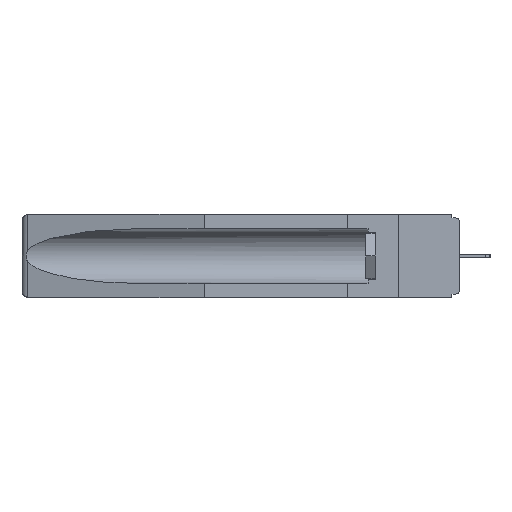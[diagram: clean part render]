
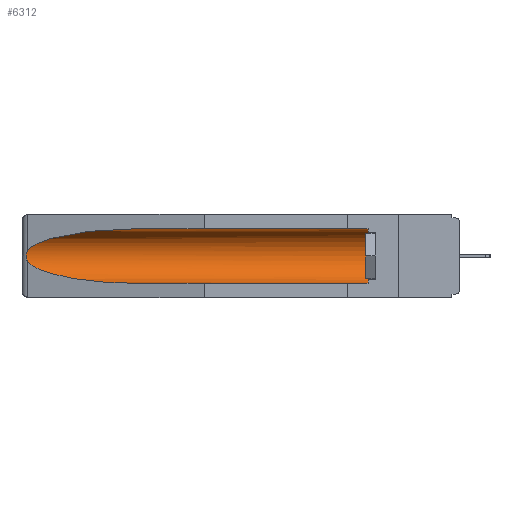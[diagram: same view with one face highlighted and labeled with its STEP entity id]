
A CAD part, left-side view. The second image highlights one B-rep face of the part: STEP entity #6312.
In plain terms, the highlighted cylindrical face has radius 2.857 mm (diameter 5.715 mm), a partial arc.
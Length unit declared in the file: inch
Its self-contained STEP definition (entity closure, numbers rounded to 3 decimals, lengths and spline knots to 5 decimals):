
#41 = EDGE_CURVE ( 'NONE', #2712, #6669, #11691, .T. ) ;
#150 = CARTESIAN_POINT ( 'NONE',  ( 0.2673, 1.5327, -0.16383 ) ) ;
#310 = CARTESIAN_POINT ( 'NONE',  ( 0.26537, 1.52718, -0.14972 ) ) ;
#539 = CARTESIAN_POINT ( 'NONE',  ( 0.155, 1.07973, -0.284 ) ) ;
#701 = CARTESIAN_POINT ( 'NONE',  ( 0.155, 1.07973, -0.059 ) ) ;
#1311 = VERTEX_POINT ( 'NONE', #701 ) ;
#1857 = DIRECTION ( 'NONE',  ( 0., -1., 0. ) ) ;
#2544 = DIRECTION ( 'NONE',  ( 0., 0., 1. ) ) ;
#2712 = VERTEX_POINT ( 'NONE', #21544 ) ;
#2931 = CARTESIAN_POINT ( 'NONE',  ( 0.26654, 1.53092, -0.15636 ) ) ;
#4081 = CARTESIAN_POINT ( 'NONE',  ( 0.155, 0.126, -0.284 ) ) ;
#4220 = CARTESIAN_POINT ( 'NONE',  ( 0.2675, 1.53308, -0.16763 ) ) ;
#4304 = VERTEX_POINT ( 'NONE', #10122 ) ;
#4322 = CARTESIAN_POINT ( 'NONE',  ( 0.26597, 1.5296, -0.19026 ) ) ;
#5993 = DIRECTION ( 'NONE',  ( 0., 1., 0. ) ) ;
#6004 = ORIENTED_EDGE ( 'NONE', *, *, #16118, .F. ) ;
#6312 = ADVANCED_FACE ( 'NONE', ( #13749 ), #18758, .F. ) ;
#6669 = VERTEX_POINT ( 'NONE', #24505 ) ;
#6849 = EDGE_CURVE ( 'NONE', #4304, #1311, #13184, .T. ) ;
#7684 = EDGE_LOOP ( 'NONE', ( #14505, #10968, #17051, #6004, #10461, #27090 ) ) ;
#7959 = VERTEX_POINT ( 'NONE', #4081 ) ;
#7989 = CARTESIAN_POINT ( 'NONE',  ( 0.26537, 1.52718, -0.14972 ) ) ;
#8756 =( BOUNDED_CURVE ( )  B_SPLINE_CURVE ( 3, ( #18286, #22519, #24676, #11936 ),
 .UNSPECIFIED., .F., .F. ) 
 B_SPLINE_CURVE_WITH_KNOTS ( ( 4, 4 ),
 ( 0.1948, 1.5708 ),
 .UNSPECIFIED. ) 
 CURVE ( )  GEOMETRIC_REPRESENTATION_ITEM ( )  RATIONAL_B_SPLINE_CURVE ( ( 1., 0.848, 0.848, 1. ) ) 
 REPRESENTATION_ITEM ( '' )  );
#10122 = CARTESIAN_POINT ( 'NONE',  ( 0.155, 0.126, -0.059 ) ) ;
#10445 = CARTESIAN_POINT ( 'NONE',  ( 0.26537, 1.52718, -0.19328 ) ) ;
#10461 = ORIENTED_EDGE ( 'NONE', *, *, #25416, .T. ) ;
#10968 = ORIENTED_EDGE ( 'NONE', *, *, #41, .T. ) ;
#11028 = CIRCLE ( 'NONE', #15748, 0.1125 ) ;
#11691 = B_SPLINE_CURVE_WITH_KNOTS ( 'NONE', 3,
 ( #7989, #23976, #2931, #150, #4220, #24761, #24156, #24917, #4322, #10445 ),
 .UNSPECIFIED., .F., .F.,
 ( 4, 2, 2, 2, 4 ),
 ( 0., 0.00029, 0.00058, 0.00087, 0.00117 ),
 .UNSPECIFIED. ) ;
#11936 = CARTESIAN_POINT ( 'NONE',  ( 0.155, 1.07973, -0.284 ) ) ;
#13184 = LINE ( 'NONE', #14844, #23809 ) ;
#13468 = CARTESIAN_POINT ( 'NONE',  ( 0.25451, 1.48313, -0.09465 ) ) ;
#13749 = FACE_OUTER_BOUND ( 'NONE', #7684, .T. ) ;
#14505 = ORIENTED_EDGE ( 'NONE', *, *, #21617, .T. ) ;
#14790 = DIRECTION ( 'NONE',  ( 0., 1., 0. ) ) ;
#14809 = CARTESIAN_POINT ( 'NONE',  ( 0.155, -0.30754, -0.1715 ) ) ;
#14844 = CARTESIAN_POINT ( 'NONE',  ( 0.155, -0.30754, -0.059 ) ) ;
#14903 = CARTESIAN_POINT ( 'NONE',  ( 0.155, 0.126, -0.1715 ) ) ;
#15748 = AXIS2_PLACEMENT_3D ( 'NONE', #14903, #1857, #17087 ) ;
#16118 = EDGE_CURVE ( 'NONE', #7959, #23989, #16245, .T. ) ;
#16245 = LINE ( 'NONE', #16771, #26841 ) ;
#16771 = CARTESIAN_POINT ( 'NONE',  ( 0.155, -0.30754, -0.284 ) ) ;
#17051 = ORIENTED_EDGE ( 'NONE', *, *, #20571, .T. ) ;
#17087 = DIRECTION ( 'NONE',  ( 0., 0., 1. ) ) ;
#17686 = CARTESIAN_POINT ( 'NONE',  ( 0.21114, 1.30732, -0.059 ) ) ;
#18286 = CARTESIAN_POINT ( 'NONE',  ( 0.26537, 1.52718, -0.19328 ) ) ;
#18710 =( BOUNDED_CURVE ( )  B_SPLINE_CURVE ( 3, ( #19824, #17686, #13468, #310 ),
 .UNSPECIFIED., .F., .F. ) 
 B_SPLINE_CURVE_WITH_KNOTS ( ( 4, 4 ),
 ( 4.71239, 6.08839 ),
 .UNSPECIFIED. ) 
 CURVE ( )  GEOMETRIC_REPRESENTATION_ITEM ( )  RATIONAL_B_SPLINE_CURVE ( ( 1., 0.848, 0.848, 1. ) ) 
 REPRESENTATION_ITEM ( '' )  );
#18758 = CYLINDRICAL_SURFACE ( 'NONE', #22563, 0.1125 ) ;
#19824 = CARTESIAN_POINT ( 'NONE',  ( 0.155, 1.07973, -0.059 ) ) ;
#20571 = EDGE_CURVE ( 'NONE', #6669, #23989, #8756, .T. ) ;
#21544 = CARTESIAN_POINT ( 'NONE',  ( 0.26537, 1.52718, -0.14972 ) ) ;
#21617 = EDGE_CURVE ( 'NONE', #1311, #2712, #18710, .T. ) ;
#22519 = CARTESIAN_POINT ( 'NONE',  ( 0.25451, 1.48313, -0.24835 ) ) ;
#22563 = AXIS2_PLACEMENT_3D ( 'NONE', #14809, #26294, #2544 ) ;
#23809 = VECTOR ( 'NONE', #14790, 39.37008 ) ;
#23976 = CARTESIAN_POINT ( 'NONE',  ( 0.26597, 1.52961, -0.15275 ) ) ;
#23989 = VERTEX_POINT ( 'NONE', #539 ) ;
#24156 = CARTESIAN_POINT ( 'NONE',  ( 0.2673, 1.53269, -0.17917 ) ) ;
#24505 = CARTESIAN_POINT ( 'NONE',  ( 0.26537, 1.52718, -0.19328 ) ) ;
#24676 = CARTESIAN_POINT ( 'NONE',  ( 0.21114, 1.30732, -0.284 ) ) ;
#24761 = CARTESIAN_POINT ( 'NONE',  ( 0.2675, 1.53308, -0.17534 ) ) ;
#24917 = CARTESIAN_POINT ( 'NONE',  ( 0.26655, 1.53094, -0.18657 ) ) ;
#25416 = EDGE_CURVE ( 'NONE', #7959, #4304, #11028, .T. ) ;
#26294 = DIRECTION ( 'NONE',  ( 0., 1., 0. ) ) ;
#26841 = VECTOR ( 'NONE', #5993, 39.37008 ) ;
#27090 = ORIENTED_EDGE ( 'NONE', *, *, #6849, .T. ) ;
